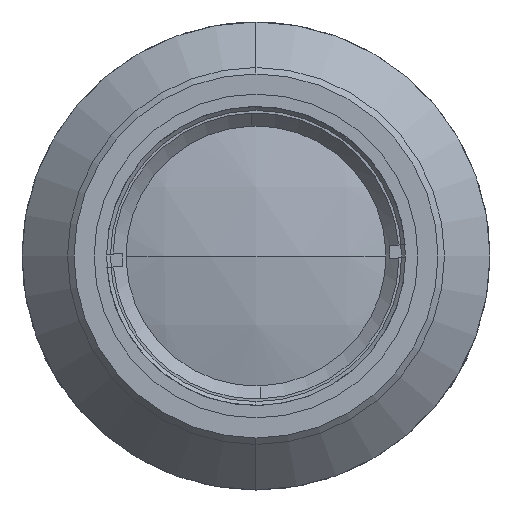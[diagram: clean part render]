
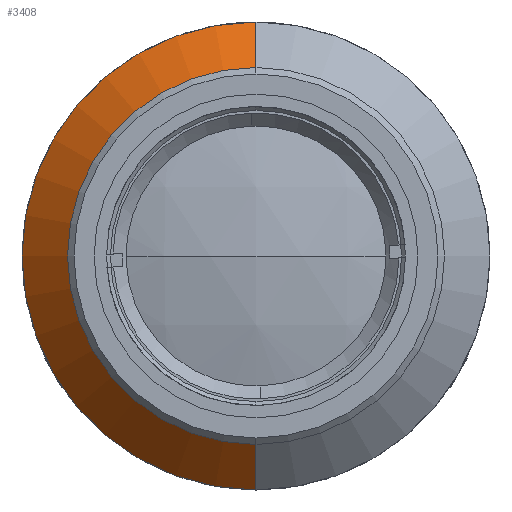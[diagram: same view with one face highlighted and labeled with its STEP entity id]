
A CAD part, left-side view. The second image highlights one B-rep face of the part: STEP entity #3408.
In plain terms, the highlighted conical face has half-angle 45 degrees and reference radius 18 mm.
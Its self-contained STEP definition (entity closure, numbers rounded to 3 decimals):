
#163 = DIRECTION ( 'NONE',  ( 0., 0., 1. ) ) ;
#437 = VERTEX_POINT ( 'NONE', #3068 ) ;
#460 = VECTOR ( 'NONE', #2218, 1000. ) ;
#641 = ORIENTED_EDGE ( 'NONE', *, *, #4685, .T. ) ;
#822 = LINE ( 'NONE', #3751, #460 ) ;
#937 = VERTEX_POINT ( 'NONE', #1089 ) ;
#1089 = CARTESIAN_POINT ( 'NONE',  ( 23.499, 0., -18. ) ) ;
#1154 = CARTESIAN_POINT ( 'NONE',  ( 23.499, 0., 18. ) ) ;
#1196 = CARTESIAN_POINT ( 'NONE',  ( 19.999, 0., 0. ) ) ;
#1577 = DIRECTION ( 'NONE',  ( -1., 0., 0. ) ) ;
#1976 = EDGE_LOOP ( 'NONE', ( #3394, #641, #3289, #4129 ) ) ;
#1986 = EDGE_CURVE ( 'NONE', #437, #937, #822, .T. ) ;
#2006 = DIRECTION ( 'NONE',  ( 0., 0., -1. ) ) ;
#2018 = CARTESIAN_POINT ( 'NONE',  ( 23.499, 0., 0. ) ) ;
#2218 = DIRECTION ( 'NONE',  ( 0.707, 0., -0.707 ) ) ;
#2272 = FACE_OUTER_BOUND ( 'NONE', #1976, .T. ) ;
#2303 = DIRECTION ( 'NONE',  ( 1., 0., 0. ) ) ;
#2456 = DIRECTION ( 'NONE',  ( 0.707, 0., 0.707 ) ) ;
#2546 = VECTOR ( 'NONE', #2456, 1000. ) ;
#2744 = CONICAL_SURFACE ( 'NONE', #4343, 18., 0.785 ) ;
#3043 = CIRCLE ( 'NONE', #3861, 18. ) ;
#3060 = EDGE_CURVE ( 'NONE', #4666, #437, #4185, .T. ) ;
#3068 = CARTESIAN_POINT ( 'NONE',  ( 19.999, 0., -14.5 ) ) ;
#3289 = ORIENTED_EDGE ( 'NONE', *, *, #3762, .T. ) ;
#3372 = CARTESIAN_POINT ( 'NONE',  ( 23.499, 0., 0. ) ) ;
#3394 = ORIENTED_EDGE ( 'NONE', *, *, #3060, .F. ) ;
#3408 = ADVANCED_FACE ( 'NONE', ( #2272 ), #2744, .T. ) ;
#3494 = CARTESIAN_POINT ( 'NONE',  ( 23.499, 0., 18. ) ) ;
#3723 = AXIS2_PLACEMENT_3D ( 'NONE', #1196, #1577, #163 ) ;
#3751 = CARTESIAN_POINT ( 'NONE',  ( 23.499, 0., -18. ) ) ;
#3762 = EDGE_CURVE ( 'NONE', #4074, #937, #3043, .T. ) ;
#3822 = DIRECTION ( 'NONE',  ( 0., 0., 1. ) ) ;
#3861 = AXIS2_PLACEMENT_3D ( 'NONE', #2018, #4588, #3822 ) ;
#4074 = VERTEX_POINT ( 'NONE', #1154 ) ;
#4129 = ORIENTED_EDGE ( 'NONE', *, *, #1986, .F. ) ;
#4185 = CIRCLE ( 'NONE', #3723, 14.5 ) ;
#4290 = CARTESIAN_POINT ( 'NONE',  ( 19.999, 0., 14.5 ) ) ;
#4308 = LINE ( 'NONE', #3494, #2546 ) ;
#4343 = AXIS2_PLACEMENT_3D ( 'NONE', #3372, #2303, #2006 ) ;
#4588 = DIRECTION ( 'NONE',  ( -1., 0., 0. ) ) ;
#4666 = VERTEX_POINT ( 'NONE', #4290 ) ;
#4685 = EDGE_CURVE ( 'NONE', #4666, #4074, #4308, .T. ) ;
